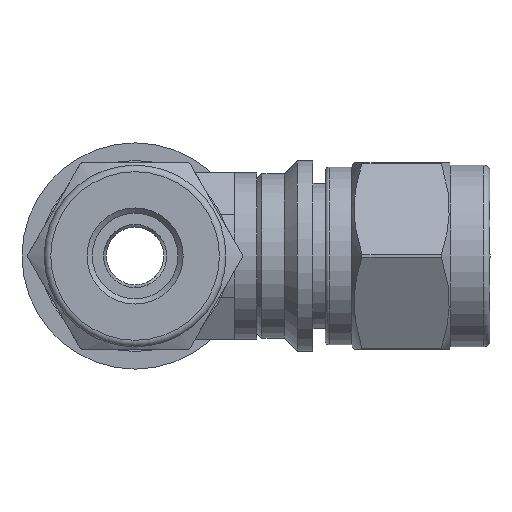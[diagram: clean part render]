
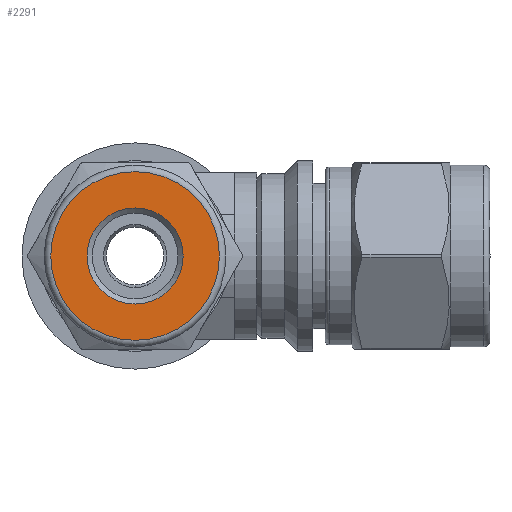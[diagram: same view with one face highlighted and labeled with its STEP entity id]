
A CAD part, left-side view. The second image highlights one B-rep face of the part: STEP entity #2291.
In plain terms, the highlighted planar face has unit normal (-1, 0, 0).
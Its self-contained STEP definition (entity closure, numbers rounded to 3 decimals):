
#45=FACE_BOUND('',#505,.T.);
#177=CIRCLE('',#2535,3.675);
#178=CIRCLE('',#2537,6.45);
#345=FACE_OUTER_BOUND('',#504,.T.);
#504=EDGE_LOOP('',(#1757));
#505=EDGE_LOOP('',(#1758));
#1019=VERTEX_POINT('',#3807);
#1020=VERTEX_POINT('',#3811);
#1284=EDGE_CURVE('',#1019,#1019,#177,.T.);
#1285=EDGE_CURVE('',#1020,#1020,#178,.T.);
#1757=ORIENTED_EDGE('',*,*,#1285,.F.);
#1758=ORIENTED_EDGE('',*,*,#1284,.T.);
#2185=PLANE('',#2536);
#2291=ADVANCED_FACE('',(#345,#45),#2185,.T.);
#2535=AXIS2_PLACEMENT_3D('',#3809,#3031,#3032);
#2536=AXIS2_PLACEMENT_3D('',#3810,#3033,#3034);
#2537=AXIS2_PLACEMENT_3D('',#3812,#3035,#3036);
#3031=DIRECTION('center_axis',(1.,0.,0.));
#3032=DIRECTION('ref_axis',(0.,0.,-1.));
#3033=DIRECTION('center_axis',(-1.,0.,0.));
#3034=DIRECTION('ref_axis',(0.,0.,1.));
#3035=DIRECTION('center_axis',(1.,0.,0.));
#3036=DIRECTION('ref_axis',(0.,0.,-1.));
#3807=CARTESIAN_POINT('',(-27.139,-3.675,0.));
#3809=CARTESIAN_POINT('Origin',(-27.139,0.,0.));
#3810=CARTESIAN_POINT('Origin',(-27.139,6.45,0.));
#3811=CARTESIAN_POINT('',(-27.139,0.,6.45));
#3812=CARTESIAN_POINT('Origin',(-27.139,0.,0.));
